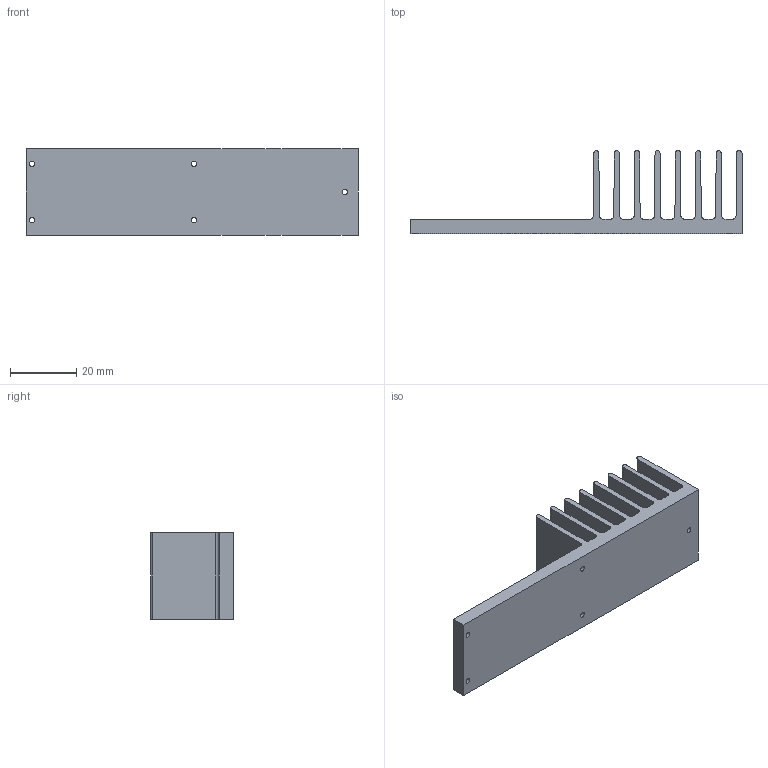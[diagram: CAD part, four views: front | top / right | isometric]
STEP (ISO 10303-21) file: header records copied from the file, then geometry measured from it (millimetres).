
FILE_DESCRIPTION (( 'STEP AP214' ), '1' );
FILE_NAME ('ERR00044.STEP', '2020-11-04T15:56:58', ( '' ), ( '' ), 'SwSTEP 2.0', 'SolidWorks 2018', '' );
FILE_SCHEMA (( 'AUTOMOTIVE_DESIGN' ));
Length unit declared in the file: millimetre
Products named in the file (1): ERR00044
Bounding box: 100 x 25 x 26 mm (x, y, z)
Volume: 18330.7 mm3; surface area: 15179.8 mm2
Topology: 1 solids, 1 shells, 56 faces, 162 edges, 108 vertices
Faces by surface type: plane 28, cylinder 28
Full cylindrical faces by diameter (mm): 1.6 x5
Entity records: 1891 total; most frequent: DIRECTION 327, CARTESIAN_POINT 322, ORIENTED_EDGE 314, EDGE_CURVE 157, AXIS2_PLACEMENT_3D 113, VERTEX_POINT 108, VECTOR 101, LINE 101
